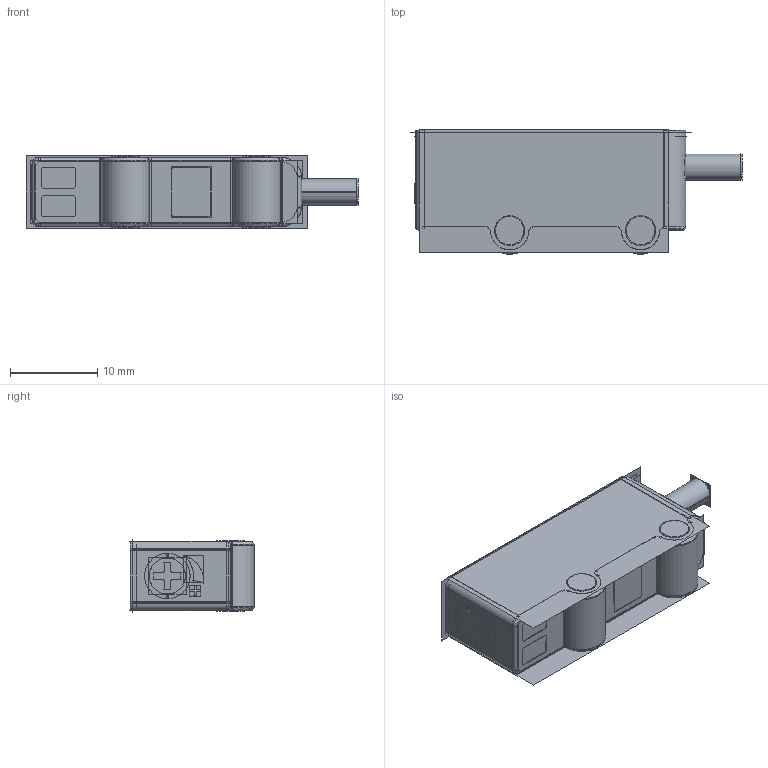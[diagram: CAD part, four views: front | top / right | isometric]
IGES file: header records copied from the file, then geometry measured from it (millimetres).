
Start section:  PTC IGES file: 217296.igs
Global section: file name: 217296.igs; native system: Creo Parametric by PTC Inc.; preprocessor: 2019292; author: brust; organization: Unknown; date: 20201008.111659; units: millimetre
Bounding box: 38.05 x 14.27 x 8.32 mm (x, y, z)
Volume: 2845.3 mm3; surface area: 7749.4 mm2
Topology: 1 solids, 1 shells, 344 faces, 1740 edges, 2196 vertices
Faces by surface type: revolution 180, bspline 164
